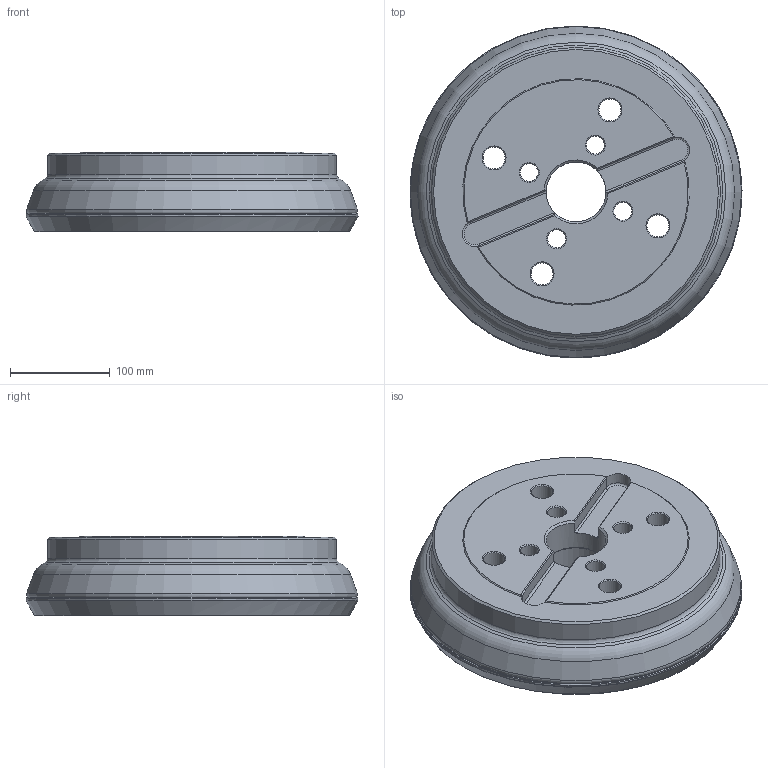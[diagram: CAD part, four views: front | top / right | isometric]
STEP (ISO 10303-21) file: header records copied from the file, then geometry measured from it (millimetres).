
FILE_DESCRIPTION(/* description */ (''),/* implementation_level */ '2;1');
FILE_NAME(/* name */ '315C14R-F60SB22X-115009587ndi000_00-SIM.stp',/* time_stamp */ '2020-01-07T10:52:55+01:00',/* author */ (''),/* organization */ (''),/* preprocessor_version */ 'ST-DEVELOPER v16.7',/* originating_system */ 'SIEMENS PLM Software NX 12.0',/* authorisation */ '');
FILE_SCHEMA (('AUTOMOTIVE_DESIGN { 1 0 10303 214 3 1 1 1 }'));
Length unit declared in the file: millimetre
Products named in the file (1): hm150D8C1F1Eq1hw
Bounding box: 332.71 x 332.7 x 79.99 mm (x, y, z)
Volume: 5003631.6 mm3; surface area: 353110.3 mm2
Topology: 2 solids, 2 shells, 110 faces, 261 edges, 162 vertices
Faces by surface type: cone 39, cylinder 25, plane 23, revolution 16, torus 7
Full cylindrical faces by diameter (mm): 18 x4, 22 x4, 26 x4, 34 x4, 60 x1, 62 x1, 289.5 x1
Entity records: 2757 total; most frequent: CARTESIAN_POINT 517, DIRECTION 492, ORIENTED_EDGE 322, AXIS2_PLACEMENT_3D 220, EDGE_LOOP 208, FACE_BOUND 182, EDGE_CURVE 161, VERTEX_POINT 133
